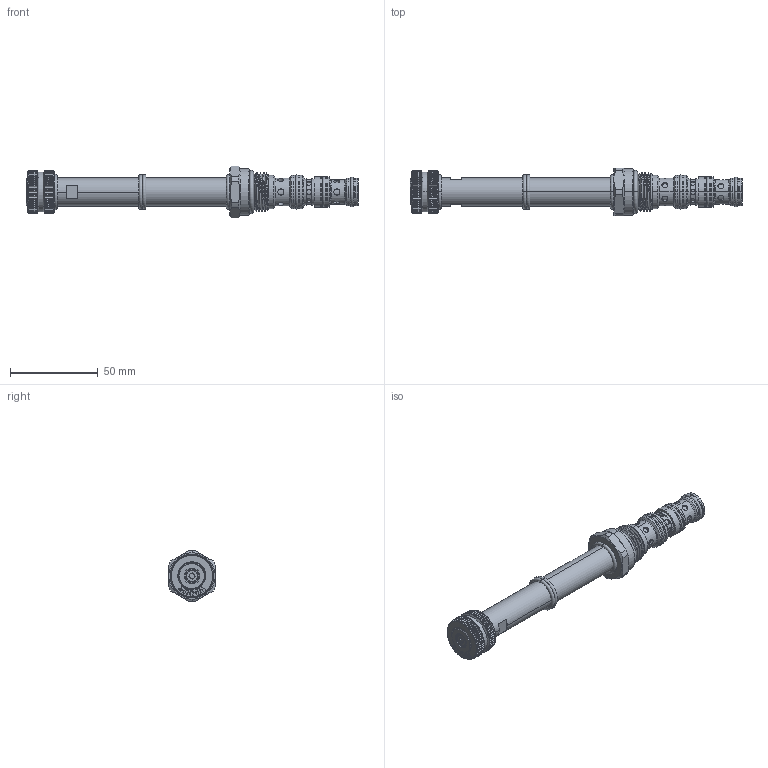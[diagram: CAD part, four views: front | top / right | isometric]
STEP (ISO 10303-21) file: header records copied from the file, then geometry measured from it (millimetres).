
FILE_DESCRIPTION (( 'STEP AP203' ), '1' );
FILE_NAME ('PES10W4C22-N.STEP', '2023-02-21T06:05:20', ( '' ), ( '' ), 'SwSTEP 2.0', 'SolidWorks 2018', '' );
FILE_SCHEMA (( 'CONFIG_CONTROL_DESIGN' ));
Length unit declared in the file: millimetre
Products named in the file (1): PES10W4C22-N
Bounding box: 189.45 x 27 x 29.6 mm (x, y, z)
Volume: 48795.5 mm3; surface area: 15811.2 mm2
Topology: 1 solids, 2 shells, 1126 faces, 2887 edges, 1825 vertices
Faces by surface type: cylinder 484, plane 449, cone 156, torus 23, bspline 14
Entity records: 41505 total; most frequent: CARTESIAN_POINT 15074, ORIENTED_EDGE 5774, DIRECTION 5202, EDGE_CURVE 2887, AXIS2_PLACEMENT_3D 2026, VERTEX_POINT 1825, EDGE_LOOP 1188, VECTOR 1150
